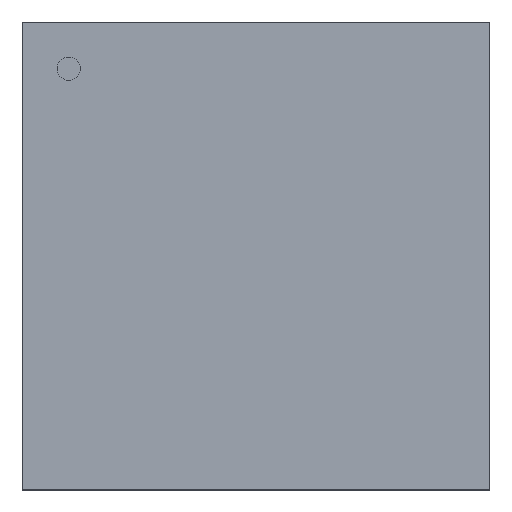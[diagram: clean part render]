
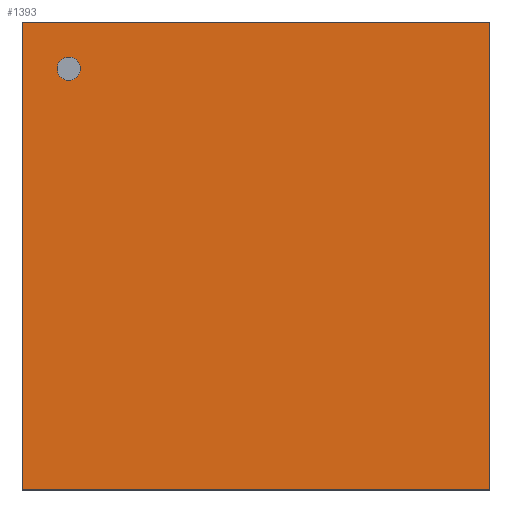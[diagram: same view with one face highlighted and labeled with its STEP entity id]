
A CAD part, top view. The second image highlights one B-rep face of the part: STEP entity #1393.
In plain terms, the highlighted planar face has unit normal (0, 0, 1).
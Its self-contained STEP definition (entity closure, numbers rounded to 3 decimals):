
#1169=CARTESIAN_POINT('',(4.077,-4.077,1.092));
#1168=VERTEX_POINT('',#1169);
#1179=CARTESIAN_POINT('',(-4.077,-4.077,1.092));
#1178=VERTEX_POINT('',#1179);
#1177=EDGE_CURVE('',#1178,#1168,#1182,.T.);
#1182=LINE('',#1179,#1184);
#1184=VECTOR('',#1185,8.153);
#1185=DIRECTION('',(1.0,0.0,0.0));
#1218=CARTESIAN_POINT('',(4.077,4.077,1.092));
#1217=VERTEX_POINT('',#1218);
#1226=EDGE_CURVE('',#1168,#1217,#1231,.T.);
#1231=LINE('',#1169,#1233);
#1233=VECTOR('',#1234,8.153);
#1234=DIRECTION('',(0.0,1.0,0.0));
#1267=CARTESIAN_POINT('',(-4.077,4.077,1.092));
#1266=VERTEX_POINT('',#1267);
#1275=EDGE_CURVE('',#1217,#1266,#1280,.T.);
#1280=LINE('',#1218,#1282);
#1282=VECTOR('',#1283,8.153);
#1283=DIRECTION('',(-1.0,0.0,0.0));
#1324=EDGE_CURVE('',#1266,#1178,#1329,.T.);
#1329=LINE('',#1267,#1331);
#1331=VECTOR('',#1332,8.153);
#1332=DIRECTION('',(0.0,-1.0,0.0));
#1393=ADVANCED_FACE('',(#1399),#1394,.T.);
#1394=PLANE('',#1395);
#1395=AXIS2_PLACEMENT_3D('',#1396,#1397,#1398);
#1396=CARTESIAN_POINT('',(-4.077,-4.077,1.092));
#1397=DIRECTION('',(0.0,0.0,1.0));
#1398=DIRECTION('',(0.,1.,0.));
#1399=FACE_OUTER_BOUND('',#1400,.T.);
#1400=EDGE_LOOP('',(#1401,#1411,#1421,#1431));
#1401=ORIENTED_EDGE('',*,*,#1177,.T.);
#1411=ORIENTED_EDGE('',*,*,#1226,.T.);
#1421=ORIENTED_EDGE('',*,*,#1275,.T.);
#1431=ORIENTED_EDGE('',*,*,#1324,.T.);
